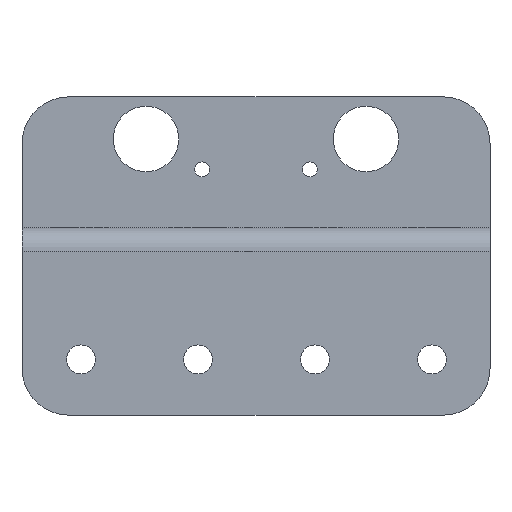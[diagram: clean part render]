
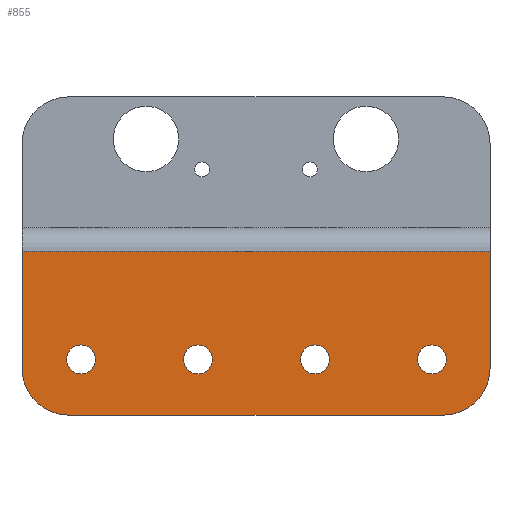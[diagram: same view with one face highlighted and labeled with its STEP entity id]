
A CAD part, left-side view. The second image highlights one B-rep face of the part: STEP entity #855.
In plain terms, the highlighted planar face has unit normal (-1, 0, 0).
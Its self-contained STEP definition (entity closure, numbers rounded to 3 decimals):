
#45=FACE_BOUND('',#272,.T.);
#46=FACE_BOUND('',#273,.T.);
#47=FACE_BOUND('',#274,.T.);
#48=FACE_BOUND('',#275,.T.);
#85=LINE('',#1401,#143);
#92=LINE('',#1416,#150);
#93=LINE('',#1419,#151);
#94=LINE('',#1423,#152);
#143=VECTOR('',#1133,10.);
#150=VECTOR('',#1144,10.);
#151=VECTOR('',#1147,10.);
#152=VECTOR('',#1150,10.);
#185=PLANE('',#951);
#217=FACE_OUTER_BOUND('',#271,.T.);
#271=EDGE_LOOP('',(#687,#688,#689,#690,#691,#692));
#272=EDGE_LOOP('',(#693));
#273=EDGE_LOOP('',(#694));
#274=EDGE_LOOP('',(#695));
#275=EDGE_LOOP('',(#696));
#355=CIRCLE('',#952,10.);
#356=CIRCLE('',#953,10.);
#357=CIRCLE('',#954,3.1);
#358=CIRCLE('',#955,3.1);
#359=CIRCLE('',#956,3.1);
#360=CIRCLE('',#957,3.1);
#422=VERTEX_POINT('',#1398);
#423=VERTEX_POINT('',#1400);
#429=VERTEX_POINT('',#1414);
#430=VERTEX_POINT('',#1418);
#431=VERTEX_POINT('',#1420);
#432=VERTEX_POINT('',#1422);
#433=VERTEX_POINT('',#1425);
#434=VERTEX_POINT('',#1427);
#435=VERTEX_POINT('',#1429);
#436=VERTEX_POINT('',#1431);
#520=EDGE_CURVE('',#422,#423,#85,.T.);
#528=EDGE_CURVE('',#429,#422,#92,.T.);
#529=EDGE_CURVE('',#429,#430,#93,.T.);
#530=EDGE_CURVE('',#431,#430,#355,.T.);
#531=EDGE_CURVE('',#432,#431,#94,.T.);
#532=EDGE_CURVE('',#423,#432,#356,.T.);
#533=EDGE_CURVE('',#433,#433,#357,.T.);
#534=EDGE_CURVE('',#434,#434,#358,.T.);
#535=EDGE_CURVE('',#435,#435,#359,.T.);
#536=EDGE_CURVE('',#436,#436,#360,.T.);
#687=ORIENTED_EDGE('',*,*,#528,.F.);
#688=ORIENTED_EDGE('',*,*,#529,.T.);
#689=ORIENTED_EDGE('',*,*,#530,.F.);
#690=ORIENTED_EDGE('',*,*,#531,.F.);
#691=ORIENTED_EDGE('',*,*,#532,.F.);
#692=ORIENTED_EDGE('',*,*,#520,.F.);
#693=ORIENTED_EDGE('',*,*,#533,.T.);
#694=ORIENTED_EDGE('',*,*,#534,.T.);
#695=ORIENTED_EDGE('',*,*,#535,.T.);
#696=ORIENTED_EDGE('',*,*,#536,.T.);
#855=ADVANCED_FACE('',(#217,#45,#46,#47,#48),#185,.T.);
#951=AXIS2_PLACEMENT_3D('',#1417,#1145,#1146);
#952=AXIS2_PLACEMENT_3D('',#1421,#1148,#1149);
#953=AXIS2_PLACEMENT_3D('',#1424,#1151,#1152);
#954=AXIS2_PLACEMENT_3D('',#1426,#1153,#1154);
#955=AXIS2_PLACEMENT_3D('',#1428,#1155,#1156);
#956=AXIS2_PLACEMENT_3D('',#1430,#1157,#1158);
#957=AXIS2_PLACEMENT_3D('',#1432,#1159,#1160);
#1133=DIRECTION('',(0.,0.,-1.));
#1144=DIRECTION('',(0.,-1.,0.));
#1145=DIRECTION('center_axis',(-1.,0.,0.));
#1146=DIRECTION('ref_axis',(0.,1.,0.));
#1147=DIRECTION('',(0.,0.,-1.));
#1148=DIRECTION('center_axis',(1.,0.,0.));
#1149=DIRECTION('ref_axis',(0.,0.707,-0.707));
#1150=DIRECTION('',(0.,1.,0.));
#1151=DIRECTION('center_axis',(1.,0.,0.));
#1152=DIRECTION('ref_axis',(0.,-0.707,-0.707));
#1153=DIRECTION('center_axis',(1.,0.,0.));
#1154=DIRECTION('ref_axis',(0.,-1.,0.));
#1155=DIRECTION('center_axis',(1.,0.,0.));
#1156=DIRECTION('ref_axis',(0.,-1.,0.));
#1157=DIRECTION('center_axis',(1.,0.,0.));
#1158=DIRECTION('ref_axis',(0.,-1.,0.));
#1159=DIRECTION('center_axis',(1.,0.,0.));
#1160=DIRECTION('ref_axis',(0.,-1.,0.));
#1398=CARTESIAN_POINT('',(-5.,0.,5.));
#1400=CARTESIAN_POINT('',(-5.,0.,-20.));
#1401=CARTESIAN_POINT('',(-5.,0.,10.));
#1414=CARTESIAN_POINT('',(-5.,100.,5.));
#1416=CARTESIAN_POINT('',(-5.,25.,5.));
#1417=CARTESIAN_POINT('Origin',(-5.,0.,10.));
#1418=CARTESIAN_POINT('',(-5.,100.,-20.));
#1419=CARTESIAN_POINT('',(-5.,100.,10.));
#1420=CARTESIAN_POINT('',(-5.,90.,-30.));
#1421=CARTESIAN_POINT('Origin',(-5.,90.,-20.));
#1422=CARTESIAN_POINT('',(-5.,10.,-30.));
#1423=CARTESIAN_POINT('',(-5.,0.,-30.));
#1424=CARTESIAN_POINT('Origin',(-5.,10.,-20.));
#1425=CARTESIAN_POINT('',(-5.,65.5,-18.1));
#1426=CARTESIAN_POINT('Origin',(-5.,62.4,-18.1));
#1427=CARTESIAN_POINT('',(-5.,40.5,-18.1));
#1428=CARTESIAN_POINT('Origin',(-5.,37.4,-18.1));
#1429=CARTESIAN_POINT('',(-5.,90.5,-18.1));
#1430=CARTESIAN_POINT('Origin',(-5.,87.4,-18.1));
#1431=CARTESIAN_POINT('',(-5.,15.5,-18.1));
#1432=CARTESIAN_POINT('Origin',(-5.,12.4,-18.1));
